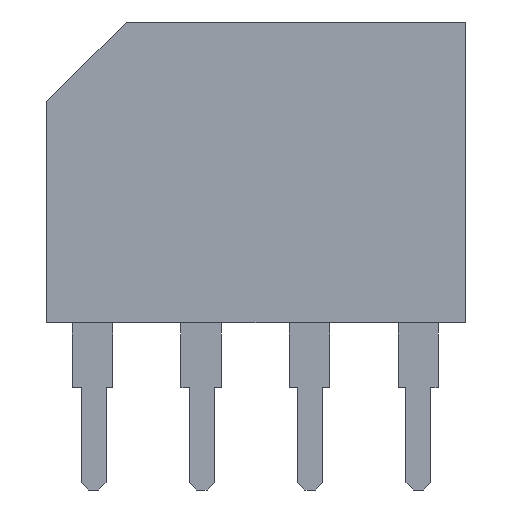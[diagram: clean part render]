
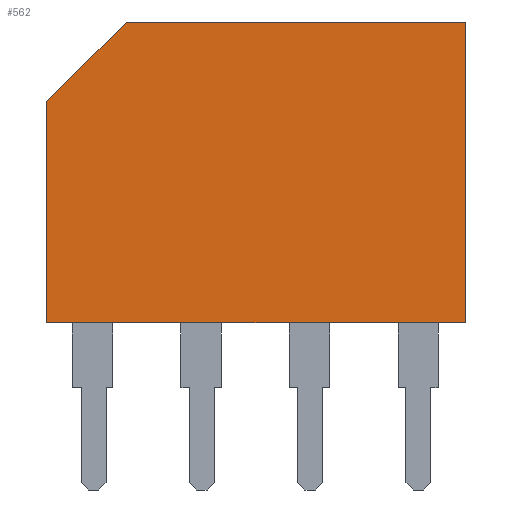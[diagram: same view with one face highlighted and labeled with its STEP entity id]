
A CAD part, front view. The second image highlights one B-rep face of the part: STEP entity #562.
In plain terms, the highlighted planar face has unit normal (0, -1, 0).
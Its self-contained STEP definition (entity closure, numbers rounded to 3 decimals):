
#263 = VERTEX_POINT('',#264);
#264 = CARTESIAN_POINT('',(13.125,-1.825,2.3));
#270 = EDGE_CURVE('',#263,#271,#273,.T.);
#271 = VERTEX_POINT('',#272);
#272 = CARTESIAN_POINT('',(-1.625,-1.825,2.3));
#273 = LINE('',#274,#275);
#274 = CARTESIAN_POINT('',(13.125,-1.825,2.3));
#275 = VECTOR('',#276,1.);
#276 = DIRECTION('',(-1.,0.,0.));
#506 = VERTEX_POINT('',#507);
#507 = CARTESIAN_POINT('',(13.125,-1.825,12.9));
#513 = EDGE_CURVE('',#506,#263,#514,.T.);
#514 = LINE('',#515,#516);
#515 = CARTESIAN_POINT('',(13.125,-1.825,12.9));
#516 = VECTOR('',#517,1.);
#517 = DIRECTION('',(0.,0.,-1.));
#562 = ADVANCED_FACE('',(#563),#589,.F.);
#563 = FACE_BOUND('',#564,.F.);
#564 = EDGE_LOOP('',(#565,#573,#574,#575,#583));
#565 = ORIENTED_EDGE('',*,*,#566,.T.);
#566 = EDGE_CURVE('',#567,#506,#569,.T.);
#567 = VERTEX_POINT('',#568);
#568 = CARTESIAN_POINT('',(1.175,-1.825,12.9));
#569 = LINE('',#570,#571);
#570 = CARTESIAN_POINT('',(-1.625,-1.825,12.9));
#571 = VECTOR('',#572,1.);
#572 = DIRECTION('',(1.,0.,0.));
#573 = ORIENTED_EDGE('',*,*,#513,.T.);
#574 = ORIENTED_EDGE('',*,*,#270,.T.);
#575 = ORIENTED_EDGE('',*,*,#576,.T.);
#576 = EDGE_CURVE('',#271,#577,#579,.T.);
#577 = VERTEX_POINT('',#578);
#578 = CARTESIAN_POINT('',(-1.625,-1.825,10.1));
#579 = LINE('',#580,#581);
#580 = CARTESIAN_POINT('',(-1.625,-1.825,2.3));
#581 = VECTOR('',#582,1.);
#582 = DIRECTION('',(0.,0.,1.));
#583 = ORIENTED_EDGE('',*,*,#584,.F.);
#584 = EDGE_CURVE('',#567,#577,#585,.T.);
#585 = LINE('',#586,#587);
#586 = CARTESIAN_POINT('',(0.294,-1.825,12.019));
#587 = VECTOR('',#588,1.);
#588 = DIRECTION('',(-0.707,0.,-0.707
    ));
#589 = PLANE('',#590);
#590 = AXIS2_PLACEMENT_3D('',#591,#592,#593);
#591 = CARTESIAN_POINT('',(5.75,-1.825,7.6));
#592 = DIRECTION('',(0.,1.,0.));
#593 = DIRECTION('',(0.,0.,1.));
